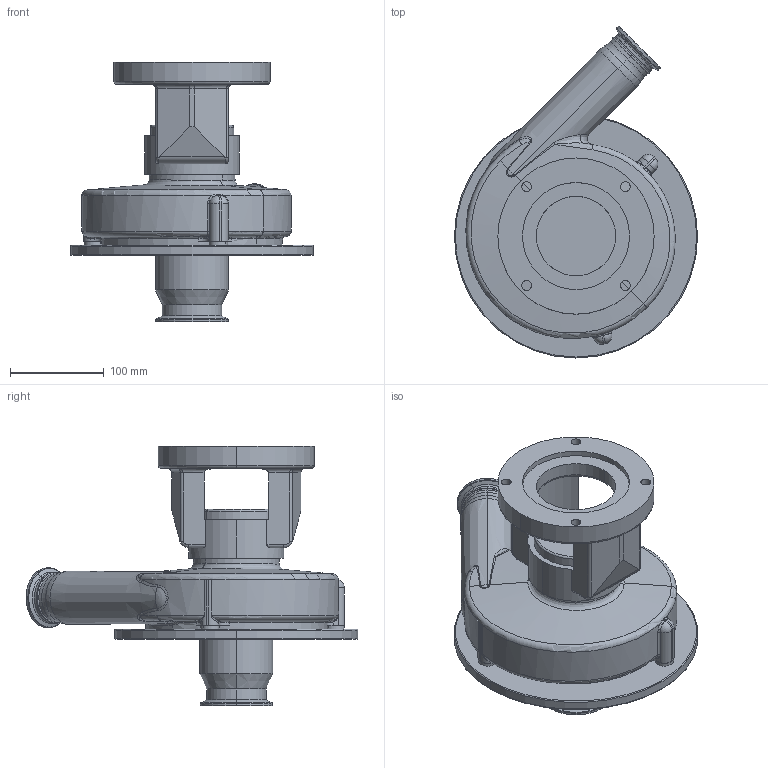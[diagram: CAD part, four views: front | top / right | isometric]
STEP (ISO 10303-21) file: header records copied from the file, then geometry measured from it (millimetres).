
FILE_DESCRIPTION (( 'STEP AP214' ), '1' );
FILE_NAME ('FPR 3531-3532 56-140TC 45L.STEP', '2022-12-20T20:21:05', ( '' ), ( '' ), 'SwSTEP 2.0', 'SolidWorks 2021', '' );
FILE_SCHEMA (( 'AUTOMOTIVE_DESIGN' ));
Length unit declared in the file: millimetre
Products named in the file (1): FPR 3531-3532 56-140TC 45L
Bounding box: 260 x 354.83 x 277.5 mm (x, y, z)
Volume: 3643566.4 mm3; surface area: 392360.6 mm2
Topology: 1 solids, 1 shells, 337 faces, 804 edges, 470 vertices
Faces by surface type: cylinder 109, torus 72, plane 60, bspline 55, cone 29, sphere 12
Entity records: 14285 total; most frequent: CARTESIAN_POINT 6758, DIRECTION 1600, ORIENTED_EDGE 1592, EDGE_CURVE 796, AXIS2_PLACEMENT_3D 690, VERTEX_POINT 469, CIRCLE 407, EDGE_LOOP 363
